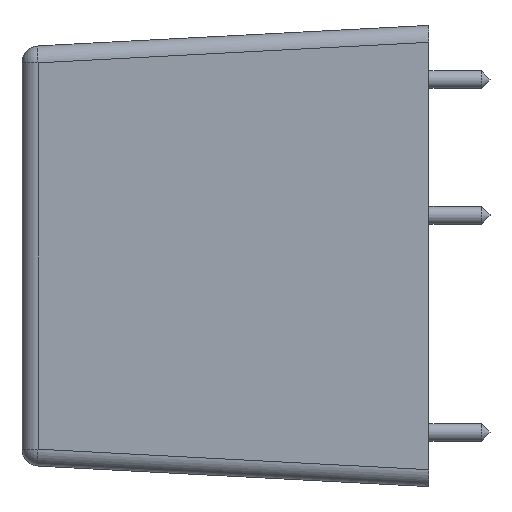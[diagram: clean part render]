
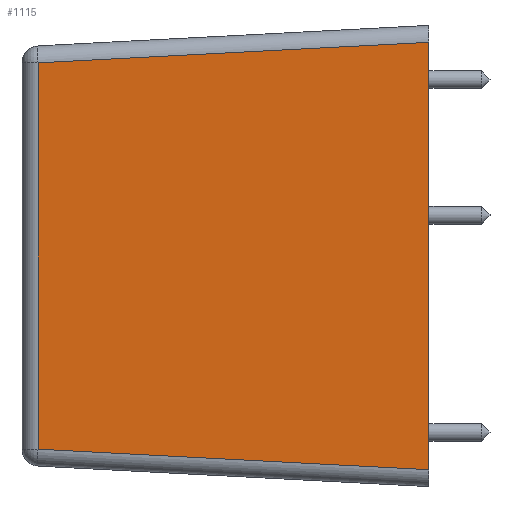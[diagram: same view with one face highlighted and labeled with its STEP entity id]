
A CAD part, left-side view. The second image highlights one B-rep face of the part: STEP entity #1115.
In plain terms, the highlighted planar face has unit normal (-0.999, 0.052, 0).
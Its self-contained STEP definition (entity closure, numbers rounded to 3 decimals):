
#46 = ORIENTED_EDGE ( 'NONE', *, *, #254, .T. ) ;
#185 = CARTESIAN_POINT ( 'NONE',  ( -26.2, 0., 12.601 ) ) ;
#254 = EDGE_CURVE ( 'NONE', #1964, #775, #2596, .T. ) ;
#294 = CARTESIAN_POINT ( 'NONE',  ( -26.2, 0., -12.601 ) ) ;
#355 = AXIS2_PLACEMENT_3D ( 'NONE', #2428, #2891, #460 ) ;
#460 = DIRECTION ( 'NONE',  ( -0.052, -0.999, 0. ) ) ;
#529 = DIRECTION ( 'NONE',  ( 0.052, 0.997, -0.052 ) ) ;
#610 = VERTEX_POINT ( 'NONE', #185 ) ;
#772 = LINE ( 'NONE', #1746, #2270 ) ;
#775 = VERTEX_POINT ( 'NONE', #1705 ) ;
#806 = DIRECTION ( 'NONE',  ( 0., 0., -1. ) ) ;
#918 = EDGE_CURVE ( 'NONE', #1722, #610, #1824, .T. ) ;
#938 = ORIENTED_EDGE ( 'NONE', *, *, #918, .T. ) ;
#985 = CARTESIAN_POINT ( 'NONE',  ( -24.992, 23.052, 11.393 ) ) ;
#1078 = CARTESIAN_POINT ( 'NONE',  ( -26.128, 1.366, -12.53 ) ) ;
#1098 = VECTOR ( 'NONE', #1492, 1000. ) ;
#1115 = ADVANCED_FACE ( 'NONE', ( #3112 ), #2215, .T. ) ;
#1345 = DIRECTION ( 'NONE',  ( -0.052, -0.997, -0.052 ) ) ;
#1492 = DIRECTION ( 'NONE',  ( 0., 0., 1. ) ) ;
#1705 = CARTESIAN_POINT ( 'NONE',  ( -24.992, 23.052, -11.393 ) ) ;
#1722 = VERTEX_POINT ( 'NONE', #294 ) ;
#1746 = CARTESIAN_POINT ( 'NONE',  ( -26.203, -0.052, 12.604 ) ) ;
#1824 = LINE ( 'NONE', #2022, #1098 ) ;
#1832 = EDGE_LOOP ( 'NONE', ( #46, #2494, #938, #2883 ) ) ;
#1964 = VERTEX_POINT ( 'NONE', #985 ) ;
#2022 = CARTESIAN_POINT ( 'NONE',  ( -26.2, 0., 13.6 ) ) ;
#2215 = PLANE ( 'NONE',  #355 ) ;
#2216 = EDGE_CURVE ( 'NONE', #775, #1722, #2616, .T. ) ;
#2255 = CARTESIAN_POINT ( 'NONE',  ( -24.992, 23.052, -12.342 ) ) ;
#2270 = VECTOR ( 'NONE', #529, 1000. ) ;
#2428 = CARTESIAN_POINT ( 'NONE',  ( -26.2, 0., 13.6 ) ) ;
#2436 = VECTOR ( 'NONE', #806, 1000. ) ;
#2494 = ORIENTED_EDGE ( 'NONE', *, *, #2216, .T. ) ;
#2596 = LINE ( 'NONE', #2255, #2436 ) ;
#2616 = LINE ( 'NONE', #1078, #3133 ) ;
#2883 = ORIENTED_EDGE ( 'NONE', *, *, #3135, .T. ) ;
#2891 = DIRECTION ( 'NONE',  ( -0.999, 0.052, 0. ) ) ;
#3112 = FACE_OUTER_BOUND ( 'NONE', #1832, .T. ) ;
#3133 = VECTOR ( 'NONE', #1345, 1000. ) ;
#3135 = EDGE_CURVE ( 'NONE', #610, #1964, #772, .T. ) ;
